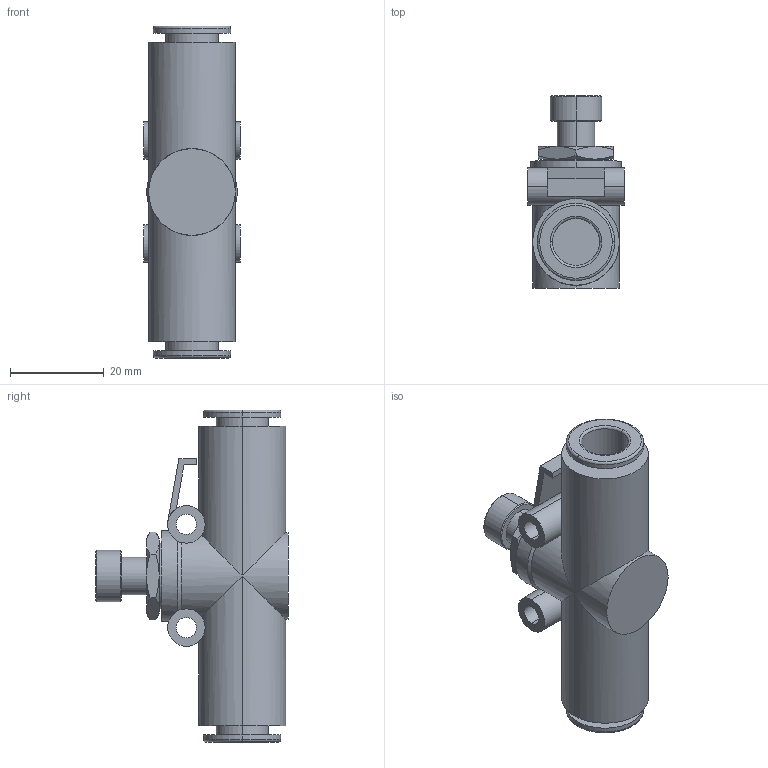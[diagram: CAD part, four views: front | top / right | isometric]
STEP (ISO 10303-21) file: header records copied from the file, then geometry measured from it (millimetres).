
FILE_DESCRIPTION (( 'STEP AP214' ), '1' );
FILE_NAME ('AS3002F-10.step.step', '2012-11-09T02:23:53', ( 'Windows User' ), ( '' ), 'SwSTEP 2.0', 'SolidWorks 2013', '' );
FILE_SCHEMA (( 'AUTOMOTIVE_DESIGN' ));
Length unit declared in the file: millimetre
Products named in the file (2): AS3002F-10.step; AS3002F-10.step_AS Speed Controller_300-10
Assembly tree (1 placements, depth 2):
  AS3002F-10.step
    AS3002F-10.step_AS Speed Controller_300-10
Bounding box: 20.5 x 41 x 70.8 mm (x, y, z)
Volume: 20910.6 mm3; surface area: 9348.7 mm2
Topology: 1 solids, 1 shells, 95 faces, 214 edges, 132 vertices
Faces by surface type: cylinder 36, plane 31, cone 20, torus 8
Entity records: 3028 total; most frequent: CARTESIAN_POINT 855, DIRECTION 462, ORIENTED_EDGE 428, EDGE_CURVE 214, AXIS2_PLACEMENT_3D 199, VERTEX_POINT 132, EDGE_LOOP 110, CIRCLE 100
